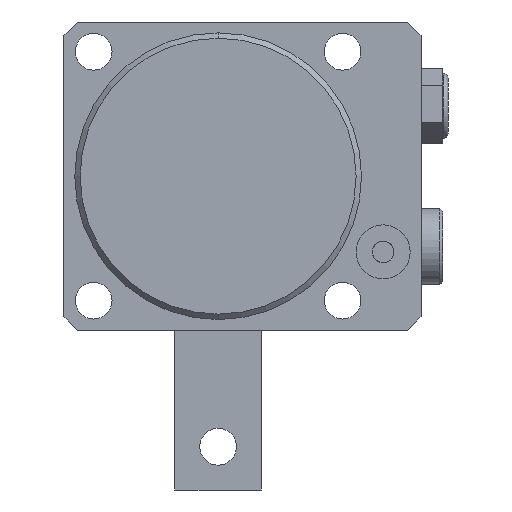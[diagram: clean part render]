
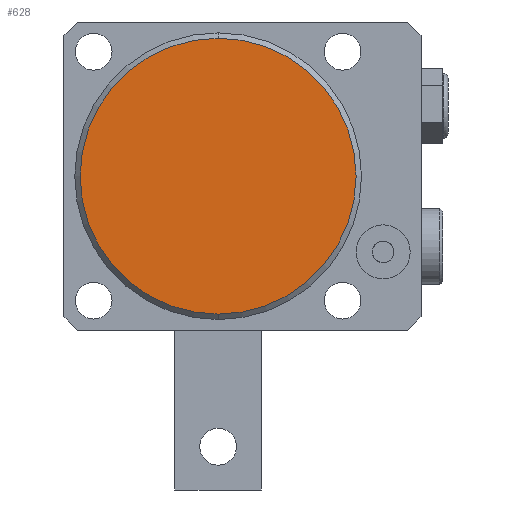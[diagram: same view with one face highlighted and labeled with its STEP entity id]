
A CAD part, front view. The second image highlights one B-rep face of the part: STEP entity #628.
In plain terms, the highlighted planar face has unit normal (0, -1, 0).
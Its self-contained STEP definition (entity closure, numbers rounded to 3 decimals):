
#58 = CARTESIAN_POINT ( 'NONE',  ( -2.555, -55.5, 46.833 ) ) ;
#133 = AXIS2_PLACEMENT_3D ( 'NONE', #4745, #1979, #5179 ) ;
#574 = VERTEX_POINT ( 'NONE', #58 ) ;
#628 = ADVANCED_FACE ( 'NONE', ( #4254 ), #2242, .T. ) ;
#759 = EDGE_LOOP ( 'NONE', ( #5381, #5903 ) ) ;
#811 = AXIS2_PLACEMENT_3D ( 'NONE', #5167, #2422, #5616 ) ;
#1955 = CARTESIAN_POINT ( 'NONE',  ( -2.555, -55.5, -4.167 ) ) ;
#1979 = DIRECTION ( 'NONE',  ( 0., -1., 0. ) ) ;
#2242 = PLANE ( 'NONE',  #3967 ) ;
#2288 = DIRECTION ( 'NONE',  ( 0., 0., -1. ) ) ;
#2422 = DIRECTION ( 'NONE',  ( 0., -1., 0. ) ) ;
#2475 = VERTEX_POINT ( 'NONE', #1955 ) ;
#3107 = CIRCLE ( 'NONE', #811, 25.5 ) ;
#3569 = EDGE_CURVE ( 'NONE', #574, #2475, #5503, .T. ) ;
#3669 = CARTESIAN_POINT ( 'NONE',  ( -2.555, -55.5, 21.333 ) ) ;
#3967 = AXIS2_PLACEMENT_3D ( 'NONE', #3669, #4913, #2288 ) ;
#4254 = FACE_OUTER_BOUND ( 'NONE', #759, .T. ) ;
#4745 = CARTESIAN_POINT ( 'NONE',  ( -2.555, -55.5, 21.333 ) ) ;
#4913 = DIRECTION ( 'NONE',  ( 0., -1., 0. ) ) ;
#5167 = CARTESIAN_POINT ( 'NONE',  ( -2.555, -55.5, 21.333 ) ) ;
#5179 = DIRECTION ( 'NONE',  ( 0., 0., -1. ) ) ;
#5381 = ORIENTED_EDGE ( 'NONE', *, *, #3569, .T. ) ;
#5503 = CIRCLE ( 'NONE', #133, 25.5 ) ;
#5616 = DIRECTION ( 'NONE',  ( 0., 0., -1. ) ) ;
#5903 = ORIENTED_EDGE ( 'NONE', *, *, #5935, .T. ) ;
#5935 = EDGE_CURVE ( 'NONE', #2475, #574, #3107, .T. ) ;
